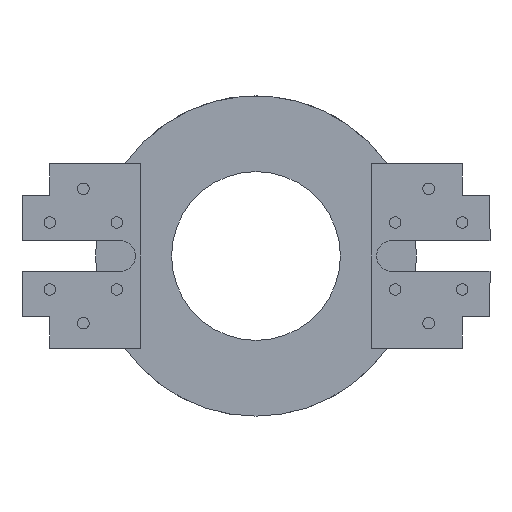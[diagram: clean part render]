
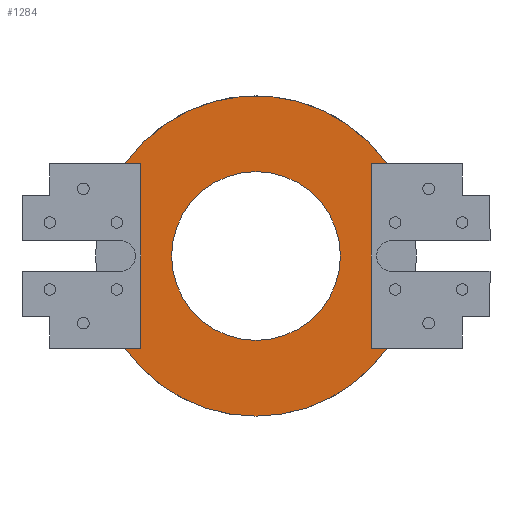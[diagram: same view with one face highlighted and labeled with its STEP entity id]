
A CAD part, front view. The second image highlights one B-rep face of the part: STEP entity #1284.
In plain terms, the highlighted planar face has unit normal (0, -1, 0).
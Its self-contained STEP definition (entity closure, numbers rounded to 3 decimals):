
#2 = VERTEX_POINT ( 'NONE', #387 ) ;
#11 = CARTESIAN_POINT ( 'NONE',  ( 4.4, -6.4, 0. ) ) ;
#49 = AXIS2_PLACEMENT_3D ( 'NONE', #11, #806, #1412 ) ;
#69 = DIRECTION ( 'NONE',  ( -1., 0., 0. ) ) ;
#155 = CARTESIAN_POINT ( 'NONE',  ( 4.4, -6.4, -4.8 ) ) ;
#161 = VERTEX_POINT ( 'NONE', #789 ) ;
#182 = CIRCLE ( 'NONE', #2592, 8.35 ) ;
#196 = CARTESIAN_POINT ( 'NONE',  ( 0., -6.4, 4.4 ) ) ;
#214 = DIRECTION ( 'NONE',  ( 0., -1., 0. ) ) ;
#216 = AXIS2_PLACEMENT_3D ( 'NONE', #427, #214, #1449 ) ;
#242 = EDGE_CURVE ( 'NONE', #2195, #428, #182, .T. ) ;
#250 = CARTESIAN_POINT ( 'NONE',  ( 6., -6.4, -4.8 ) ) ;
#267 = ORIENTED_EDGE ( 'NONE', *, *, #242, .T. ) ;
#342 = CARTESIAN_POINT ( 'NONE',  ( -6., -6.4, -4.8 ) ) ;
#354 = EDGE_CURVE ( 'NONE', #2594, #1141, #2187, .T. ) ;
#387 = CARTESIAN_POINT ( 'NONE',  ( -6.832, -6.4, 4.8 ) ) ;
#400 = DIRECTION ( 'NONE',  ( 0., -1., 0. ) ) ;
#401 = ORIENTED_EDGE ( 'NONE', *, *, #354, .F. ) ;
#415 = FACE_OUTER_BOUND ( 'NONE', #1386, .T. ) ;
#427 = CARTESIAN_POINT ( 'NONE',  ( 0., -6.4, 0. ) ) ;
#428 = VERTEX_POINT ( 'NONE', #938 ) ;
#435 = DIRECTION ( 'NONE',  ( 0., 0., -1. ) ) ;
#438 = EDGE_CURVE ( 'NONE', #161, #2, #1354, .T. ) ;
#453 = FACE_BOUND ( 'NONE', #1924, .T. ) ;
#497 = EDGE_CURVE ( 'NONE', #1105, #2422, #1218, .T. ) ;
#507 = AXIS2_PLACEMENT_3D ( 'NONE', #787, #400, #2036 ) ;
#607 = DIRECTION ( 'NONE',  ( 0., 0., -1. ) ) ;
#634 = AXIS2_PLACEMENT_3D ( 'NONE', #1543, #2589, #1203 ) ;
#671 = CARTESIAN_POINT ( 'NONE',  ( 0., -6.4, 0. ) ) ;
#754 = VERTEX_POINT ( 'NONE', #1750 ) ;
#787 = CARTESIAN_POINT ( 'NONE',  ( 0., -6.4, 0. ) ) ;
#789 = CARTESIAN_POINT ( 'NONE',  ( 6.832, -6.4, 4.8 ) ) ;
#800 = DIRECTION ( 'NONE',  ( 0., -1., 0. ) ) ;
#806 = DIRECTION ( 'NONE',  ( 0., -1., 0. ) ) ;
#816 = VERTEX_POINT ( 'NONE', #2175 ) ;
#825 = CARTESIAN_POINT ( 'NONE',  ( 0., -6.4, 0. ) ) ;
#827 = EDGE_CURVE ( 'NONE', #2422, #428, #1718, .T. ) ;
#870 = CARTESIAN_POINT ( 'NONE',  ( 6., -6.4, 4.8 ) ) ;
#900 = VERTEX_POINT ( 'NONE', #196 ) ;
#916 = VECTOR ( 'NONE', #960, 1000. ) ;
#938 = CARTESIAN_POINT ( 'NONE',  ( 6.832, -6.4, -4.8 ) ) ;
#960 = DIRECTION ( 'NONE',  ( 1., 0., 0. ) ) ;
#1016 = EDGE_CURVE ( 'NONE', #754, #2594, #1073, .T. ) ;
#1073 = LINE ( 'NONE', #2599, #2073 ) ;
#1097 = CIRCLE ( 'NONE', #507, 8.35 ) ;
#1105 = VERTEX_POINT ( 'NONE', #870 ) ;
#1106 = AXIS2_PLACEMENT_3D ( 'NONE', #825, #800, #435 ) ;
#1112 = LINE ( 'NONE', #1471, #2130 ) ;
#1141 = VERTEX_POINT ( 'NONE', #1729 ) ;
#1203 = DIRECTION ( 'NONE',  ( 0., 0., -1. ) ) ;
#1218 = LINE ( 'NONE', #2411, #1688 ) ;
#1284 = ADVANCED_FACE ( 'NONE', ( #415, #453 ), #2063, .T. ) ;
#1335 = DIRECTION ( 'NONE',  ( -1., 0., 0. ) ) ;
#1341 = EDGE_CURVE ( 'NONE', #900, #816, #1350, .T. ) ;
#1350 = CIRCLE ( 'NONE', #216, 4.4 ) ;
#1354 = CIRCLE ( 'NONE', #1106, 8.35 ) ;
#1386 = EDGE_LOOP ( 'NONE', ( #1486, #1744, #2547, #2156, #2473, #401, #2250, #1762, #267 ) ) ;
#1412 = DIRECTION ( 'NONE',  ( 0., 0., -1. ) ) ;
#1449 = DIRECTION ( 'NONE',  ( 0., 0., -1. ) ) ;
#1471 = CARTESIAN_POINT ( 'NONE',  ( 4.4, -6.4, 4.8 ) ) ;
#1486 = ORIENTED_EDGE ( 'NONE', *, *, #827, .F. ) ;
#1494 = DIRECTION ( 'NONE',  ( 0., -1., 0. ) ) ;
#1525 = DIRECTION ( 'NONE',  ( 0., 0., 1. ) ) ;
#1543 = CARTESIAN_POINT ( 'NONE',  ( 0., -6.4, 0. ) ) ;
#1578 = DIRECTION ( 'NONE',  ( 1., 0., 0. ) ) ;
#1660 = DIRECTION ( 'NONE',  ( 0., 0., -1. ) ) ;
#1688 = VECTOR ( 'NONE', #607, 1000. ) ;
#1718 = LINE ( 'NONE', #155, #916 ) ;
#1729 = CARTESIAN_POINT ( 'NONE',  ( -6., -6.4, 4.8 ) ) ;
#1736 = EDGE_CURVE ( 'NONE', #754, #2195, #1097, .T. ) ;
#1744 = ORIENTED_EDGE ( 'NONE', *, *, #497, .F. ) ;
#1750 = CARTESIAN_POINT ( 'NONE',  ( -6.832, -6.4, -4.8 ) ) ;
#1762 = ORIENTED_EDGE ( 'NONE', *, *, #1736, .T. ) ;
#1772 = CARTESIAN_POINT ( 'NONE',  ( 0., -6.4, -8.35 ) ) ;
#1858 = CIRCLE ( 'NONE', #634, 4.4 ) ;
#1911 = VECTOR ( 'NONE', #1525, 1000. ) ;
#1924 = EDGE_LOOP ( 'NONE', ( #1967, #2530 ) ) ;
#1943 = LINE ( 'NONE', #1958, #2208 ) ;
#1958 = CARTESIAN_POINT ( 'NONE',  ( 4.4, -6.4, 4.8 ) ) ;
#1967 = ORIENTED_EDGE ( 'NONE', *, *, #2196, .F. ) ;
#2012 = EDGE_CURVE ( 'NONE', #161, #1105, #1943, .T. ) ;
#2036 = DIRECTION ( 'NONE',  ( 0., 0., -1. ) ) ;
#2063 = PLANE ( 'NONE',  #49 ) ;
#2073 = VECTOR ( 'NONE', #1578, 1000. ) ;
#2130 = VECTOR ( 'NONE', #69, 1000. ) ;
#2156 = ORIENTED_EDGE ( 'NONE', *, *, #438, .T. ) ;
#2175 = CARTESIAN_POINT ( 'NONE',  ( 0., -6.4, -4.4 ) ) ;
#2187 = LINE ( 'NONE', #2346, #1911 ) ;
#2195 = VERTEX_POINT ( 'NONE', #1772 ) ;
#2196 = EDGE_CURVE ( 'NONE', #816, #900, #1858, .T. ) ;
#2208 = VECTOR ( 'NONE', #1335, 1000. ) ;
#2250 = ORIENTED_EDGE ( 'NONE', *, *, #1016, .F. ) ;
#2346 = CARTESIAN_POINT ( 'NONE',  ( -6., -6.4, 0. ) ) ;
#2411 = CARTESIAN_POINT ( 'NONE',  ( 6., -6.4, 0. ) ) ;
#2422 = VERTEX_POINT ( 'NONE', #250 ) ;
#2473 = ORIENTED_EDGE ( 'NONE', *, *, #2519, .F. ) ;
#2519 = EDGE_CURVE ( 'NONE', #1141, #2, #1112, .T. ) ;
#2530 = ORIENTED_EDGE ( 'NONE', *, *, #1341, .F. ) ;
#2547 = ORIENTED_EDGE ( 'NONE', *, *, #2012, .F. ) ;
#2589 = DIRECTION ( 'NONE',  ( 0., -1., 0. ) ) ;
#2592 = AXIS2_PLACEMENT_3D ( 'NONE', #671, #1494, #1660 ) ;
#2594 = VERTEX_POINT ( 'NONE', #342 ) ;
#2599 = CARTESIAN_POINT ( 'NONE',  ( 4.4, -6.4, -4.8 ) ) ;
